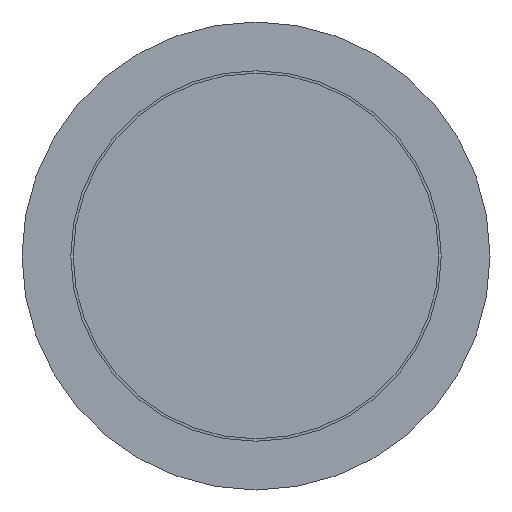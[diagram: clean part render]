
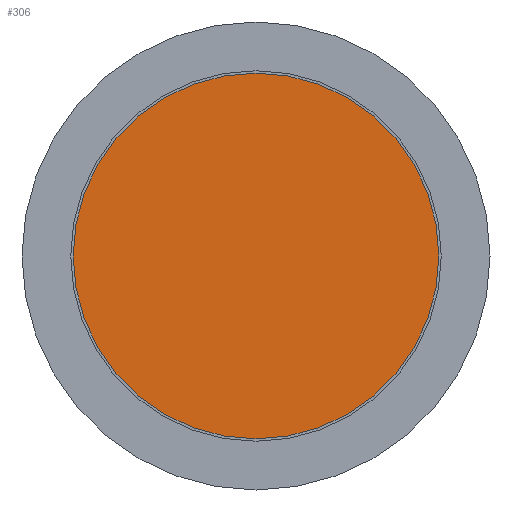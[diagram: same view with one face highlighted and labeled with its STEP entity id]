
A CAD part, front view. The second image highlights one B-rep face of the part: STEP entity #306.
In plain terms, the highlighted planar face has unit normal (0, -1, 0).
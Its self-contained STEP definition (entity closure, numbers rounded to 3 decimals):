
#48 = CARTESIAN_POINT ( 'NONE',  ( 0., 0., 0. ) ) ;
#74 = AXIS2_PLACEMENT_3D ( 'NONE', #94, #526, #350 ) ;
#90 = EDGE_CURVE ( 'NONE', #536, #536, #309, .T. ) ;
#94 = CARTESIAN_POINT ( 'NONE',  ( -18.75, 0., 0. ) ) ;
#107 = CARTESIAN_POINT ( 'NONE',  ( 0., 0., -18.75 ) ) ;
#130 = DIRECTION ( 'NONE',  ( 0., 0., -1. ) ) ;
#154 = EDGE_LOOP ( 'NONE', ( #191 ) ) ;
#176 = PLANE ( 'NONE',  #74 ) ;
#191 = ORIENTED_EDGE ( 'NONE', *, *, #90, .T. ) ;
#306 = ADVANCED_FACE ( 'NONE', ( #316 ), #176, .F. ) ;
#309 = CIRCLE ( 'NONE', #479, 18.75 ) ;
#316 = FACE_OUTER_BOUND ( 'NONE', #154, .T. ) ;
#350 = DIRECTION ( 'NONE',  ( 0., 0., 1. ) ) ;
#370 = DIRECTION ( 'NONE',  ( 0., -1., 0. ) ) ;
#479 = AXIS2_PLACEMENT_3D ( 'NONE', #48, #370, #130 ) ;
#526 = DIRECTION ( 'NONE',  ( 0., 1., 0. ) ) ;
#536 = VERTEX_POINT ( 'NONE', #107 ) ;
